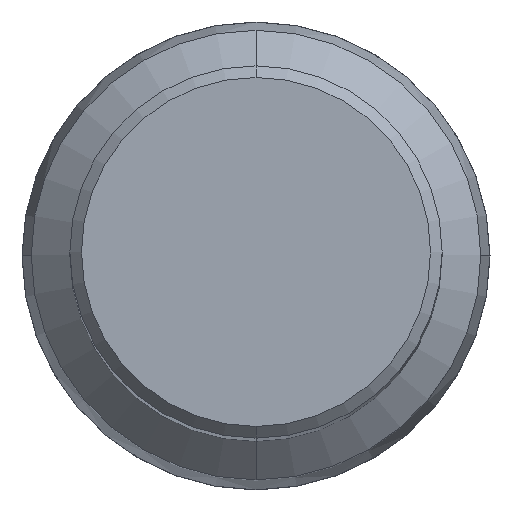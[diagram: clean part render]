
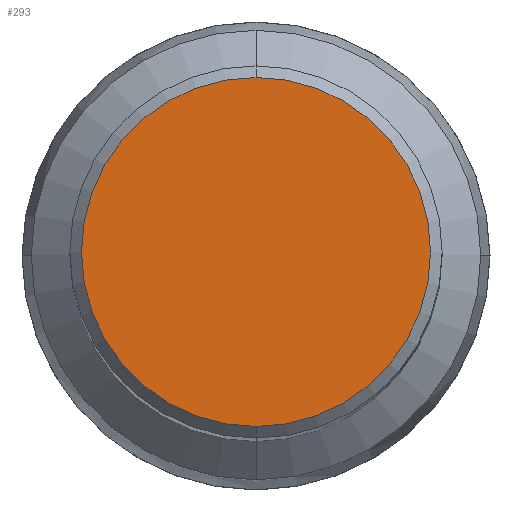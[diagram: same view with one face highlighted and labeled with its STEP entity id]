
A CAD part, top view. The second image highlights one B-rep face of the part: STEP entity #293.
In plain terms, the highlighted planar face has unit normal (0, 0, 1).
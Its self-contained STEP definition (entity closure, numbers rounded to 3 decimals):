
#293=ADVANCED_FACE('',(#789),#790,.T.);
#299=VERTEX_POINT('',#797);
#443=EDGE_CURVE('',#299,#719,#954,.T.);
#655=EDGE_CURVE('',#719,#299,#1186,.T.);
#719=VERTEX_POINT('',#1258);
#789=FACE_OUTER_BOUND('',#1371,.T.);
#790=PLANE('',#1372);
#797=CARTESIAN_POINT('',(0.0,15.0,0.0));
#954=CIRCLE('',#1641,15.0);
#1186=CIRCLE('',#2097,15.0);
#1258=CARTESIAN_POINT('',(0.,-15.0,0.0));
#1371=EDGE_LOOP('',(#2272,#2273));
#1372=AXIS2_PLACEMENT_3D('',#2274,#2275,#2276);
#1641=AXIS2_PLACEMENT_3D('',#2458,#2459,#2460);
#2097=AXIS2_PLACEMENT_3D('',#2769,#2770,#2771);
#2272=ORIENTED_EDGE('',*,*,#443,.F.);
#2273=ORIENTED_EDGE('',*,*,#655,.F.);
#2274=CARTESIAN_POINT('',(0.0,7.5,0.0));
#2275=DIRECTION('',(-0.0,0.0,1.0));
#2276=DIRECTION('',(0.0,-1.0,0.0));
#2458=CARTESIAN_POINT('',(0.0,0.0,0.0));
#2459=DIRECTION('',(0.0,0.0,-1.0));
#2460=DIRECTION('',(0.0,1.0,0.0));
#2769=CARTESIAN_POINT('',(0.0,0.0,0.0));
#2770=DIRECTION('',(0.0,0.0,-1.0));
#2771=DIRECTION('',(0.0,1.0,0.0));
